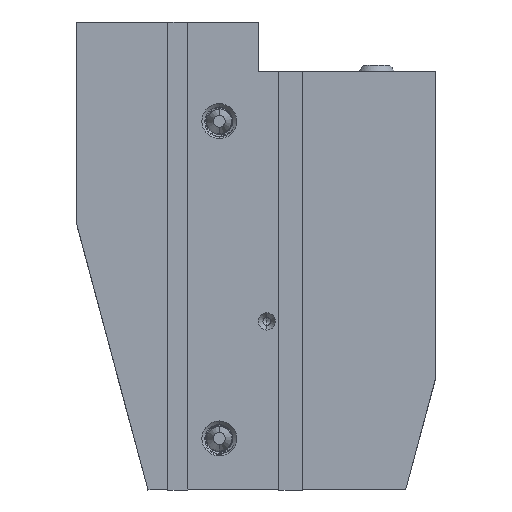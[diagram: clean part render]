
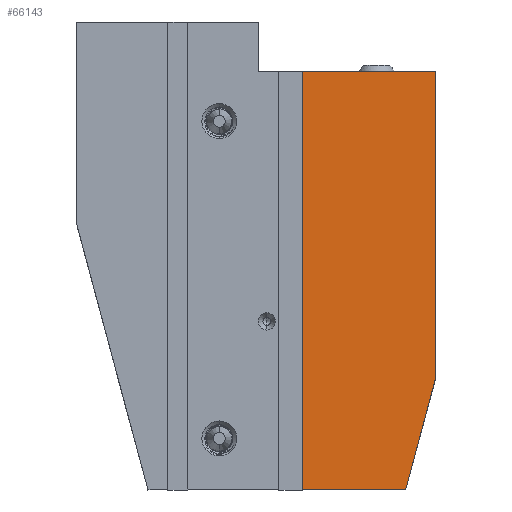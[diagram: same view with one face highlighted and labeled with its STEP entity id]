
A CAD part, left-side view. The second image highlights one B-rep face of the part: STEP entity #66143.
In plain terms, the highlighted planar face has unit normal (-1, 0, 0).
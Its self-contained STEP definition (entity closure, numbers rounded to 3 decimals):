
#9940 = EDGE_LOOP ( 'NONE', ( #11240, #11266, #11261, #11279, #11243 ) ) ;
#11240 = ORIENTED_EDGE ( 'NONE', *, *, #29556, .F. ) ;
#11243 = ORIENTED_EDGE ( 'NONE', *, *, #77905, .T. ) ;
#11261 = ORIENTED_EDGE ( 'NONE', *, *, #77866, .T. ) ;
#11266 = ORIENTED_EDGE ( 'NONE', *, *, #77922, .T. ) ;
#11279 = ORIENTED_EDGE ( 'NONE', *, *, #77843, .T. ) ;
#29556 = EDGE_CURVE ( 'NONE', #79980, #80121, #60144, .T. ) ;
#53873 = FACE_OUTER_BOUND ( 'NONE', #9940, .T. ) ;
#57415 = CARTESIAN_POINT ( 'NONE',  ( -44., -9., -42.5 ) ) ;
#57473 = DIRECTION ( 'NONE',  ( 0., 0., 1. ) ) ;
#60144 = LINE ( 'NONE', #57415, #60155 ) ;
#60155 = VECTOR ( 'NONE', #57473, 1000. ) ;
#66143 = ADVANCED_FACE ( 'NONE', ( #53873 ), #71686, .T. ) ;
#68391 = AXIS2_PLACEMENT_3D ( 'NONE', #71608, #71593, #71666 ) ;
#71584 = CARTESIAN_POINT ( 'NONE',  ( -44., -42.5, -14.51 ) ) ;
#71593 = DIRECTION ( 'NONE',  ( -1., 0., 0. ) ) ;
#71600 = DIRECTION ( 'NONE',  ( 0., 0., 1. ) ) ;
#71608 = CARTESIAN_POINT ( 'NONE',  ( -44., 0., 0. ) ) ;
#71666 = DIRECTION ( 'NONE',  ( 0., 0., 1. ) ) ;
#71686 = PLANE ( 'NONE',  #68391 ) ;
#73422 = LINE ( 'NONE', #71584, #73499 ) ;
#73493 = VECTOR ( 'NONE', #74178, 1000. ) ;
#73499 = VECTOR ( 'NONE', #71600, 1000. ) ;
#73508 = LINE ( 'NONE', #73985, #73493 ) ;
#73524 = LINE ( 'NONE', #74778, #73566 ) ;
#73541 = VECTOR ( 'NONE', #74738, 1000. ) ;
#73566 = VECTOR ( 'NONE', #74851, 1000. ) ;
#73573 = LINE ( 'NONE', #74751, #73541 ) ;
#73985 = CARTESIAN_POINT ( 'NONE',  ( -44., -35., -42.5 ) ) ;
#74178 = DIRECTION ( 'NONE',  ( 0., -0.259, 0.966 ) ) ;
#74738 = DIRECTION ( 'NONE',  ( 0., 1., 0. ) ) ;
#74751 = CARTESIAN_POINT ( 'NONE',  ( -44., -42.5, 63. ) ) ;
#74778 = CARTESIAN_POINT ( 'NONE',  ( -44., 30., -42.5 ) ) ;
#74851 = DIRECTION ( 'NONE',  ( 0., -1., 0. ) ) ;
#77843 = EDGE_CURVE ( 'NONE', #82588, #82594, #73422, .T. ) ;
#77866 = EDGE_CURVE ( 'NONE', #81678, #82588, #73508, .T. ) ;
#77905 = EDGE_CURVE ( 'NONE', #82594, #80121, #73573, .T. ) ;
#77922 = EDGE_CURVE ( 'NONE', #79980, #81678, #73524, .T. ) ;
#79980 = VERTEX_POINT ( 'NONE', #82699 ) ;
#80121 = VERTEX_POINT ( 'NONE', #82768 ) ;
#81678 = VERTEX_POINT ( 'NONE', #83122 ) ;
#82588 = VERTEX_POINT ( 'NONE', #83163 ) ;
#82594 = VERTEX_POINT ( 'NONE', #83110 ) ;
#82699 = CARTESIAN_POINT ( 'NONE',  ( -44., -9., -42.5 ) ) ;
#82768 = CARTESIAN_POINT ( 'NONE',  ( -44., -9., 63. ) ) ;
#83110 = CARTESIAN_POINT ( 'NONE',  ( -44., -42.5, 63. ) ) ;
#83122 = CARTESIAN_POINT ( 'NONE',  ( -44., -35., -42.5 ) ) ;
#83163 = CARTESIAN_POINT ( 'NONE',  ( -44., -42.5, -14.51 ) ) ;
